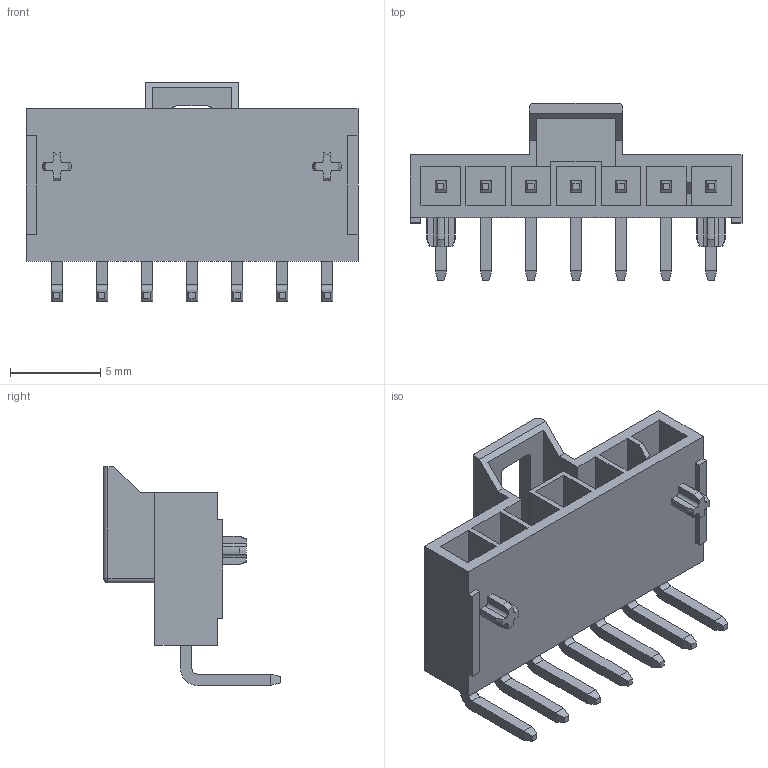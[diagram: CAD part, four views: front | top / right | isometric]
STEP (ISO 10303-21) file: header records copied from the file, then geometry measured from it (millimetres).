
FILE_DESCRIPTION((''),'2;1');
FILE_NAME('1053131107','2020-11-27T',('gga'),(''),'PRO/ENGINEER BY PARAMETRIC TECHNOLOGY CORPORATION, 2016010','PRO/ENGINEER BY PARAMETRIC TECHNOLOGY CORPORATION, 2016010','');
FILE_SCHEMA(('CONFIG_CONTROL_DESIGN'));
Length unit declared in the file: millimetre
Products named in the file (1): 1053131107
Bounding box: 18.44 x 9.84 x 12.16 mm (x, y, z)
Volume: 395.7 mm3; surface area: 1200.3 mm2
Topology: 1 solids, 1 shells, 272 faces, 710 edges, 458 vertices
Faces by surface type: plane 224, cylinder 38, cone 8, sphere 2
Entity records: 8214 total; most frequent: CARTESIAN_POINT 1455, ORIENTED_EDGE 1384, DIRECTION 1342, EDGE_CURVE 692, VECTOR 592, LINE 592, VERTEX_POINT 440, AXIS2_PLACEMENT_3D 375
